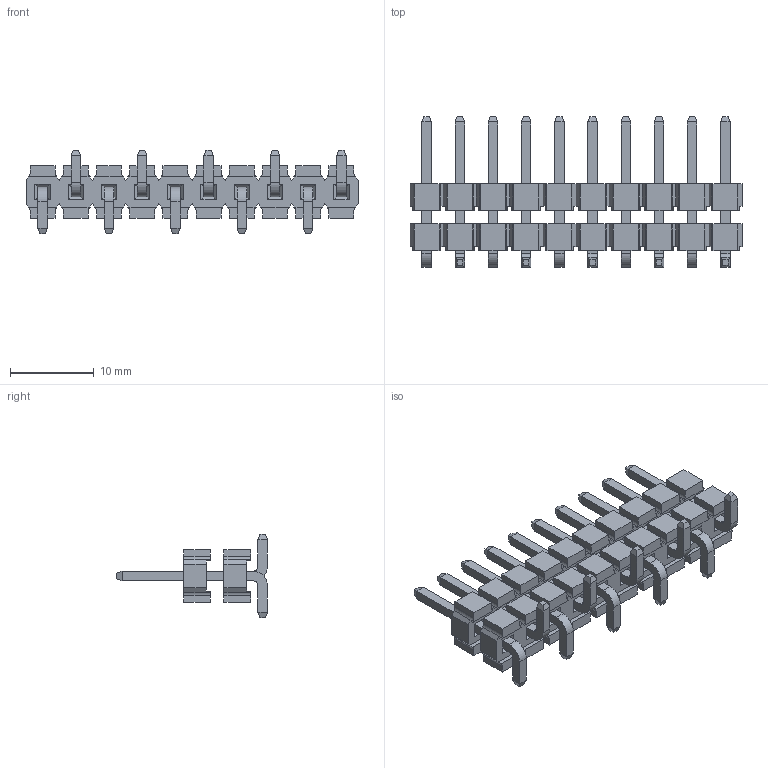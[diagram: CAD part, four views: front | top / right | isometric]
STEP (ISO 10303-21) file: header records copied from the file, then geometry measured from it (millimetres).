
FILE_DESCRIPTION( ('This file contains a STEP AP42 implementation' ,'as created by ZW3D STEP Interface translator.') ,'2;1' );
FILE_NAME( '1832-2110XXM219XXXX(毀褐弇).stp' ,'23 320.162630', (''), ('ZWCAD Software Co.'), 'Version 1.0', 'ZW3D to STEP translator', '' );
FILE_SCHEMA(('AUTOMOTIVE_DESIGN { 1 0 10303 214 1 1 1 1 }'));
Length unit declared in the file: millimetre
Products named in the file (2): 0; 1832-2120XXM219XXXX(毀褐弇)
Bounding box: 39.6 x 17.99 x 10 mm (x, y, z)
Volume: 1474.6 mm3; surface area: 2993.4 mm2
Topology: 12 solids, 12 shells, 788 faces, 2052 edges, 1288 vertices
Faces by surface type: plane 688, cylinder 100
Entity records: 24379 total; most frequent: CARTESIAN_POINT 4129, ORIENTED_EDGE 4104, DIRECTION 3830, EDGE_CURVE 2052, VECTOR 1852, LINE 1852, VERTEX_POINT 1288, AXIS2_PLACEMENT_3D 989
